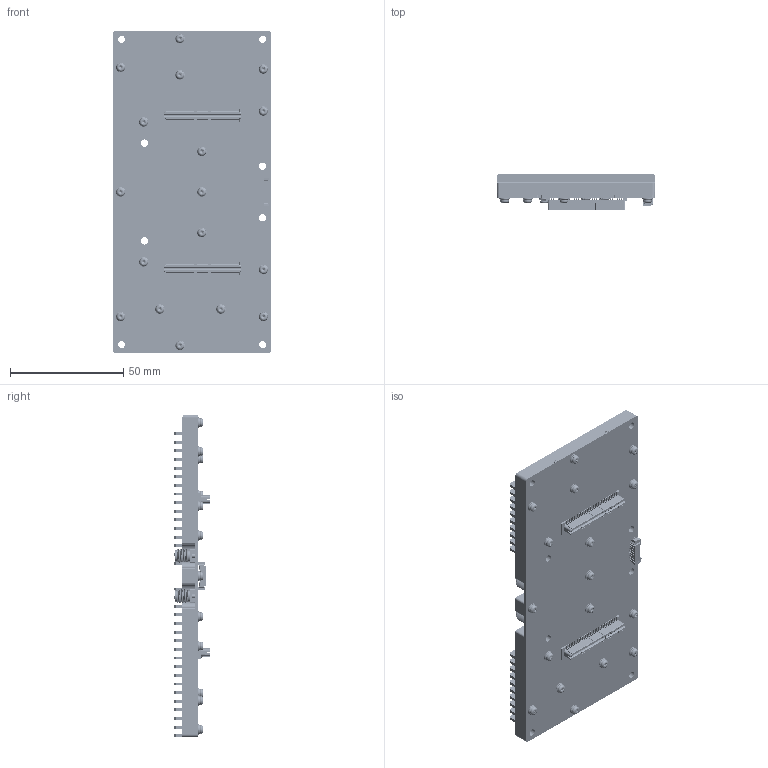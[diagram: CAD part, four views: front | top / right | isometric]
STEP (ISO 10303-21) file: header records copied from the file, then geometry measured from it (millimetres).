
FILE_DESCRIPTION(('Creo Elements/Direct Modeling STEP Export'),'2;1');
FILE_NAME('cu_ettus_UBX_cca_20170811.stp','2017-08-11T11:21:14',(''),(''),'PTC Creo Elements/Direct Modeling STEP processor for AP203 (Solid Model)','PTC Creo Elements/Direct Modeling 19.0E 27-Jun-2016 (C) Parametric Technology GmbH','');
FILE_SCHEMA(('CONFIG_CONTROL_DESIGN'));
Length unit declared in the file: millimetre
Products named in the file (10): UBXv3_Shield; MotherBoardConnector.01; MotherBoardConnector.02; 1734261-6.2; BOARD_PART; SMA.01; SMA.02; M2x0.4x6_T6_PHSP_CREST_CUP.01; Bottom_side_screws_UBX; cu_ettus_UBX_cca_20170811
Assembly tree (25 placements, depth 3):
  cu_ettus_UBX_cca_20170811
    Bottom_side_screws_UBX
      M2x0.4x6_T6_PHSP_CREST_CUP.01  x17
    SMA.02
    SMA.01
    BOARD_PART
    1734261-6.2
    MotherBoardConnector.02
    MotherBoardConnector.01
    UBXv3_Shield
Bounding box: 69.86 x 16.04 x 142.24 mm (x, y, z)
Volume: 78487.8 mm3; surface area: 65311.1 mm2
Topology: 24 solids, 24 shells, 6199 faces, 18550 edges, 11986 vertices
Faces by surface type: plane 4289, cylinder 1497, torus 218, cone 124, bspline 71
Entity records: 191166 total; most frequent: CARTESIAN_POINT 51252, ORIENTED_EDGE 31048, DIRECTION 26452, EDGE_CURVE 15524, VECTOR 13734, LINE 13734, VERTEX_POINT 10050, AXIS2_PLACEMENT_3D 6359
